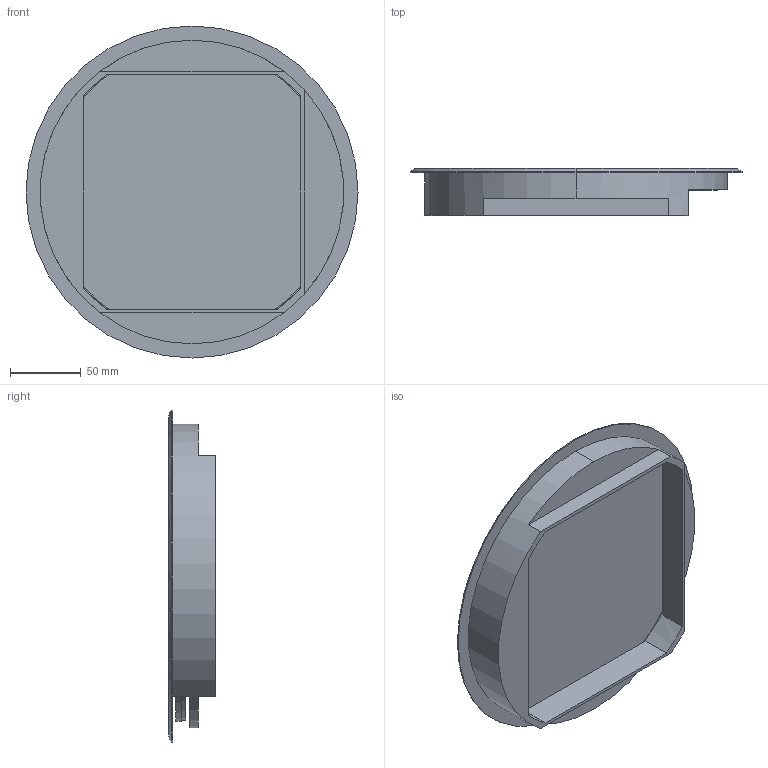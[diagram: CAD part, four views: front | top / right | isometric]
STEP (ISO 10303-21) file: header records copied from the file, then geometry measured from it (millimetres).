
FILE_DESCRIPTION (( 'STEP AP214' ), '1' );
FILE_NAME ('7406772_KSTP1.stp', '2016-05-03T13:16:00', ( '' ), ( '' ), 'SwSTEP 2.0', 'SolidWorks 2014', '' );
FILE_SCHEMA (( 'AUTOMOTIVE_DESIGN' ));
Length unit declared in the file: inch
Products named in the file (4): 42899A_Standard; 42900A_Standard; 42884A_Standard; 7406772_KSTP1
Assembly tree (3 placements, depth 2):
  7406772_KSTP1
    42884A_Standard
    42900A_Standard
    42899A_Standard
Bounding box: 234 x 33 x 234 mm (x, y, z)
Volume: 404921.1 mm3; surface area: 209259.3 mm2
Topology: 3 solids, 3 shells, 55 faces, 140 edges, 90 vertices
Faces by surface type: plane 33, cylinder 18, bspline 2, cone 2
Entity records: 3133 total; most frequent: CARTESIAN_POINT 877, DIRECTION 302, ORIENTED_EDGE 280, EDGE_CURVE 140, AXIS2_PLACEMENT_3D 111, VERTEX_POINT 90, VECTOR 80, LINE 80
